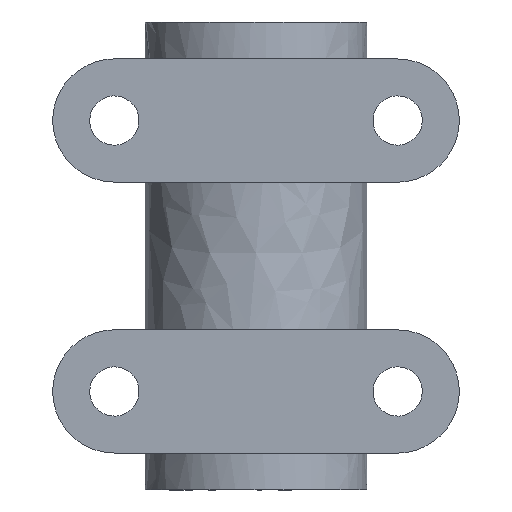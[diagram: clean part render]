
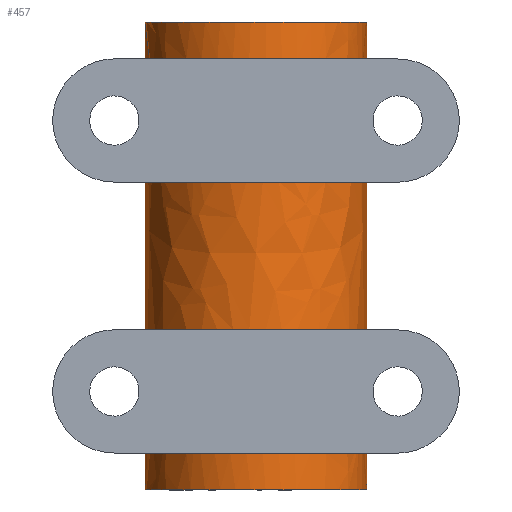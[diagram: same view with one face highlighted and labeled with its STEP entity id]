
A CAD part, front view. The second image highlights one B-rep face of the part: STEP entity #457.
In plain terms, the highlighted free-form (B-spline) face has degree [2, 1] with [5, 2] control points.
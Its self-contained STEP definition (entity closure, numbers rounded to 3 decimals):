
#422 = VERTEX_POINT('',#423);
#423 = CARTESIAN_POINT('',(47.873,0.,
    101.066));
#431 = EDGE_CURVE('',#422,#432,#434,.T.);
#432 = VERTEX_POINT('',#433);
#433 = CARTESIAN_POINT('',(47.873,0.,
    -101.066));
#434 = B_SPLINE_CURVE_WITH_KNOTS('',1,(#435,#436),.UNSPECIFIED.,.F.,.F.,
  (2,2),(-0.,190.),.PIECEWISE_BEZIER_KNOTS.);
#435 = CARTESIAN_POINT('',(47.873,0.,
    101.066));
#436 = CARTESIAN_POINT('',(47.873,0.,
    -101.066));
#457 = ADVANCED_FACE('',(#458,#486,#518),#550,.T.);
#458 = FACE_BOUND('',#459,.T.);
#459 = EDGE_LOOP('',(#460,#461,#471,#478));
#460 = ORIENTED_EDGE('',*,*,#431,.F.);
#461 = ORIENTED_EDGE('',*,*,#462,.F.);
#462 = EDGE_CURVE('',#463,#422,#465,.T.);
#463 = VERTEX_POINT('',#464);
#464 = CARTESIAN_POINT('',(-47.873,0.,101.066));
#465 = ( BOUNDED_CURVE() B_SPLINE_CURVE(2,(#466,#467,#468,#469,#470),
.UNSPECIFIED.,.F.,.F.) B_SPLINE_CURVE_WITH_KNOTS((3,2,3),(3.142,
4.712,6.283),.PIECEWISE_BEZIER_KNOTS.) CURVE() 
GEOMETRIC_REPRESENTATION_ITEM() RATIONAL_B_SPLINE_CURVE((1.,
0.707,1.,0.707,1.)) REPRESENTATION_ITEM('') );
#466 = CARTESIAN_POINT('',(-47.873,0.,
    101.066));
#467 = CARTESIAN_POINT('',(-47.873,-47.873,
    101.066));
#468 = CARTESIAN_POINT('',(0.,-47.873,
    101.066));
#469 = CARTESIAN_POINT('',(47.873,-47.873,
    101.066));
#470 = CARTESIAN_POINT('',(47.873,0.,
    101.066));
#471 = ORIENTED_EDGE('',*,*,#472,.T.);
#472 = EDGE_CURVE('',#463,#473,#475,.T.);
#473 = VERTEX_POINT('',#474);
#474 = CARTESIAN_POINT('',(-47.873,0.,-101.066));
#475 = B_SPLINE_CURVE_WITH_KNOTS('',1,(#476,#477),.UNSPECIFIED.,.F.,.F.,
  (2,2),(-0.,190.),.PIECEWISE_BEZIER_KNOTS.);
#476 = CARTESIAN_POINT('',(-47.873,0.,101.066));
#477 = CARTESIAN_POINT('',(-47.873,0.,-101.066));
#478 = ORIENTED_EDGE('',*,*,#479,.T.);
#479 = EDGE_CURVE('',#473,#432,#480,.T.);
#480 = ( BOUNDED_CURVE() B_SPLINE_CURVE(2,(#481,#482,#483,#484,#485),
.UNSPECIFIED.,.F.,.F.) B_SPLINE_CURVE_WITH_KNOTS((3,2,3),(3.142,
4.712,6.283),.PIECEWISE_BEZIER_KNOTS.) CURVE() 
GEOMETRIC_REPRESENTATION_ITEM() RATIONAL_B_SPLINE_CURVE((1.,
0.707,1.,0.707,1.)) REPRESENTATION_ITEM('') );
#481 = CARTESIAN_POINT('',(-47.873,0.,
    -101.066));
#482 = CARTESIAN_POINT('',(-47.873,-47.873,
    -101.066));
#483 = CARTESIAN_POINT('',(0.,-47.873,
    -101.066));
#484 = CARTESIAN_POINT('',(47.873,-47.873,
    -101.066));
#485 = CARTESIAN_POINT('',(47.873,0.,
    -101.066));
#486 = FACE_BOUND('',#487,.T.);
#487 = EDGE_LOOP('',(#488,#497,#505,#512));
#488 = ORIENTED_EDGE('',*,*,#489,.F.);
#489 = EDGE_CURVE('',#490,#492,#494,.T.);
#490 = VERTEX_POINT('',#491);
#491 = CARTESIAN_POINT('',(-30.09,-37.235,
    85.108));
#492 = VERTEX_POINT('',#493);
#493 = CARTESIAN_POINT('',(-30.09,-37.235,
    31.916));
#494 = B_SPLINE_CURVE_WITH_KNOTS('',1,(#495,#496),.UNSPECIFIED.,.F.,.F.,
  (2,2),(15.,65.),.PIECEWISE_BEZIER_KNOTS.);
#495 = CARTESIAN_POINT('',(-30.09,-37.235,
    85.108));
#496 = CARTESIAN_POINT('',(-30.09,-37.235,
    31.916));
#497 = ORIENTED_EDGE('',*,*,#498,.T.);
#498 = EDGE_CURVE('',#490,#499,#501,.T.);
#499 = VERTEX_POINT('',#500);
#500 = CARTESIAN_POINT('',(30.09,-37.235,
    85.108));
#501 = ( BOUNDED_CURVE() B_SPLINE_CURVE(2,(#502,#503,#504),
.UNSPECIFIED.,.F.,.F.) B_SPLINE_CURVE_WITH_KNOTS((3,3),(4.033,
5.392),.PIECEWISE_BEZIER_KNOTS.) CURVE() 
GEOMETRIC_REPRESENTATION_ITEM() RATIONAL_B_SPLINE_CURVE((1.,
0.778,1.)) REPRESENTATION_ITEM('') );
#502 = CARTESIAN_POINT('',(-30.09,-37.235,
    85.108));
#503 = CARTESIAN_POINT('',(0.,-61.552,
    85.108));
#504 = CARTESIAN_POINT('',(30.09,-37.235,
    85.108));
#505 = ORIENTED_EDGE('',*,*,#506,.F.);
#506 = EDGE_CURVE('',#507,#499,#509,.T.);
#507 = VERTEX_POINT('',#508);
#508 = CARTESIAN_POINT('',(30.09,-37.235,
    31.916));
#509 = B_SPLINE_CURVE_WITH_KNOTS('',1,(#510,#511),.UNSPECIFIED.,.F.,.F.,
  (2,2),(-65.,-15.),.PIECEWISE_BEZIER_KNOTS.);
#510 = CARTESIAN_POINT('',(30.09,-37.235,
    31.916));
#511 = CARTESIAN_POINT('',(30.09,-37.235,
    85.108));
#512 = ORIENTED_EDGE('',*,*,#513,.T.);
#513 = EDGE_CURVE('',#507,#492,#514,.T.);
#514 = ( BOUNDED_CURVE() B_SPLINE_CURVE(2,(#515,#516,#517),
.UNSPECIFIED.,.F.,.F.) B_SPLINE_CURVE_WITH_KNOTS((3,3),(4.033,
5.392),.PIECEWISE_BEZIER_KNOTS.) CURVE() 
GEOMETRIC_REPRESENTATION_ITEM() RATIONAL_B_SPLINE_CURVE((1.,
0.778,1.)) REPRESENTATION_ITEM('') );
#515 = CARTESIAN_POINT('',(30.09,-37.235,
    31.916));
#516 = CARTESIAN_POINT('',(0.,-61.552,
    31.916));
#517 = CARTESIAN_POINT('',(-30.09,-37.235,
    31.916));
#518 = FACE_BOUND('',#519,.T.);
#519 = EDGE_LOOP('',(#520,#530,#537,#545));
#520 = ORIENTED_EDGE('',*,*,#521,.T.);
#521 = EDGE_CURVE('',#522,#524,#526,.T.);
#522 = VERTEX_POINT('',#523);
#523 = CARTESIAN_POINT('',(-30.09,-37.235,
    -31.916));
#524 = VERTEX_POINT('',#525);
#525 = CARTESIAN_POINT('',(30.09,-37.235,
    -31.916));
#526 = ( BOUNDED_CURVE() B_SPLINE_CURVE(2,(#527,#528,#529),
.UNSPECIFIED.,.F.,.F.) B_SPLINE_CURVE_WITH_KNOTS((3,3),(4.033,
5.392),.PIECEWISE_BEZIER_KNOTS.) CURVE() 
GEOMETRIC_REPRESENTATION_ITEM() RATIONAL_B_SPLINE_CURVE((1.,
0.778,1.)) REPRESENTATION_ITEM('') );
#527 = CARTESIAN_POINT('',(-30.09,-37.235,
    -31.916));
#528 = CARTESIAN_POINT('',(0.,-61.552,
    -31.916));
#529 = CARTESIAN_POINT('',(30.09,-37.235,
    -31.916));
#530 = ORIENTED_EDGE('',*,*,#531,.T.);
#531 = EDGE_CURVE('',#524,#532,#534,.T.);
#532 = VERTEX_POINT('',#533);
#533 = CARTESIAN_POINT('',(30.09,-37.235,
    -85.108));
#534 = B_SPLINE_CURVE_WITH_KNOTS('',1,(#535,#536),.UNSPECIFIED.,.F.,.F.,
  (2,2),(125.,175.),.PIECEWISE_BEZIER_KNOTS.);
#535 = CARTESIAN_POINT('',(30.09,-37.235,
    -31.916));
#536 = CARTESIAN_POINT('',(30.09,-37.235,
    -85.108));
#537 = ORIENTED_EDGE('',*,*,#538,.T.);
#538 = EDGE_CURVE('',#532,#539,#541,.T.);
#539 = VERTEX_POINT('',#540);
#540 = CARTESIAN_POINT('',(-30.09,-37.235,
    -85.108));
#541 = ( BOUNDED_CURVE() B_SPLINE_CURVE(2,(#542,#543,#544),
.UNSPECIFIED.,.F.,.F.) B_SPLINE_CURVE_WITH_KNOTS((3,3),(4.033,
5.392),.PIECEWISE_BEZIER_KNOTS.) CURVE() 
GEOMETRIC_REPRESENTATION_ITEM() RATIONAL_B_SPLINE_CURVE((1.,
0.778,1.)) REPRESENTATION_ITEM('') );
#542 = CARTESIAN_POINT('',(30.09,-37.235,
    -85.108));
#543 = CARTESIAN_POINT('',(0.,-61.552,
    -85.108));
#544 = CARTESIAN_POINT('',(-30.09,-37.235,
    -85.108));
#545 = ORIENTED_EDGE('',*,*,#546,.T.);
#546 = EDGE_CURVE('',#539,#522,#547,.T.);
#547 = B_SPLINE_CURVE_WITH_KNOTS('',1,(#548,#549),.UNSPECIFIED.,.F.,.F.,
  (2,2),(-175.,-125.),.PIECEWISE_BEZIER_KNOTS.);
#548 = CARTESIAN_POINT('',(-30.09,-37.235,
    -85.108));
#549 = CARTESIAN_POINT('',(-30.09,-37.235,
    -31.916));
#550 = ( BOUNDED_SURFACE() B_SPLINE_SURFACE(2,1,(
    (#551,#552)
    ,(#553,#554)
    ,(#555,#556)
    ,(#557,#558)
,(#559,#560
    )),.UNSPECIFIED.,.F.,.F.,.F.) B_SPLINE_SURFACE_WITH_KNOTS((3,2,3),(2
    ,2),(3.142,4.712,6.283),(0.,190.),
.PIECEWISE_BEZIER_KNOTS.) GEOMETRIC_REPRESENTATION_ITEM() 
RATIONAL_B_SPLINE_SURFACE((
    (1.,1.)
    ,(0.707,0.707)
    ,(1.,1.)
    ,(0.707,0.707)
,(1.,1.))) REPRESENTATION_ITEM('') SURFACE() );
#551 = CARTESIAN_POINT('',(47.873,0.,
    101.066));
#552 = CARTESIAN_POINT('',(47.873,0.,
    -101.066));
#553 = CARTESIAN_POINT('',(47.873,-47.873,
    101.066));
#554 = CARTESIAN_POINT('',(47.873,-47.873,
    -101.066));
#555 = CARTESIAN_POINT('',(0.,-47.873,
    101.066));
#556 = CARTESIAN_POINT('',(0.,-47.873,
    -101.066));
#557 = CARTESIAN_POINT('',(-47.873,-47.873,
    101.066));
#558 = CARTESIAN_POINT('',(-47.873,-47.873,
    -101.066));
#559 = CARTESIAN_POINT('',(-47.873,0.,
    101.066));
#560 = CARTESIAN_POINT('',(-47.873,0.,
    -101.066));
